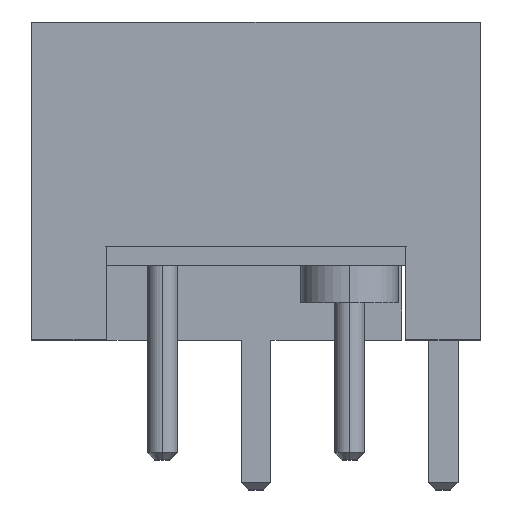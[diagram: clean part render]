
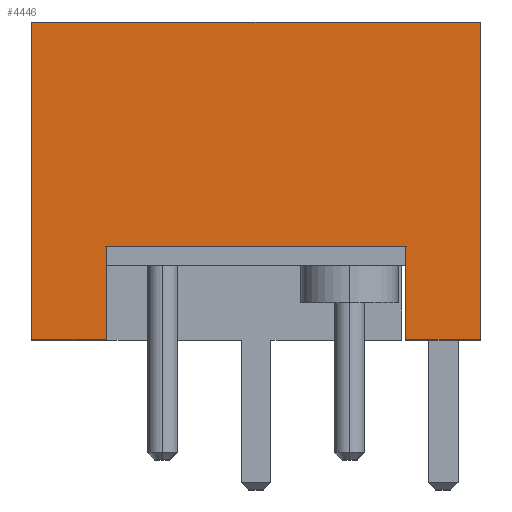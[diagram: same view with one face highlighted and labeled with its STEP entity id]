
A CAD part, top view. The second image highlights one B-rep face of the part: STEP entity #4446.
In plain terms, the highlighted planar face has unit normal (0, 0, 1).
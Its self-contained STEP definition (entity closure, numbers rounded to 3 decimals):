
#97 = VERTEX_POINT ( 'NONE', #2637 ) ;
#156 = CARTESIAN_POINT ( 'NONE',  ( 0., 8., 5.5 ) ) ;
#182 = VERTEX_POINT ( 'NONE', #3864 ) ;
#219 = PLANE ( 'NONE',  #3675 ) ;
#236 = ORIENTED_EDGE ( 'NONE', *, *, #3174, .T. ) ;
#488 = DIRECTION ( 'NONE',  ( 0., -1., 0. ) ) ;
#605 = DIRECTION ( 'NONE',  ( 0., 0., 1. ) ) ;
#655 = LINE ( 'NONE', #3299, #2880 ) ;
#718 = EDGE_CURVE ( 'NONE', #2554, #1670, #3507, .T. ) ;
#740 = VERTEX_POINT ( 'NONE', #2342 ) ;
#900 = EDGE_CURVE ( 'NONE', #2351, #1876, #2216, .T. ) ;
#945 = ORIENTED_EDGE ( 'NONE', *, *, #1613, .F. ) ;
#972 = VECTOR ( 'NONE', #4937, 1000. ) ;
#1095 = CARTESIAN_POINT ( 'NONE',  ( 6., 4., 5.5 ) ) ;
#1163 = CARTESIAN_POINT ( 'NONE',  ( -4., 6.5, 5.5 ) ) ;
#1195 = CARTESIAN_POINT ( 'NONE',  ( 4., 4., 5.5 ) ) ;
#1198 = FACE_OUTER_BOUND ( 'NONE', #5015, .T. ) ;
#1208 = EDGE_CURVE ( 'NONE', #1670, #740, #2834, .T. ) ;
#1244 = ORIENTED_EDGE ( 'NONE', *, *, #2776, .T. ) ;
#1312 = EDGE_CURVE ( 'NONE', #1692, #1876, #2404, .T. ) ;
#1321 = LINE ( 'NONE', #2960, #3185 ) ;
#1342 = VECTOR ( 'NONE', #1663, 1000. ) ;
#1388 = ORIENTED_EDGE ( 'NONE', *, *, #900, .T. ) ;
#1411 = DIRECTION ( 'NONE',  ( 1., 0., 0. ) ) ;
#1613 = EDGE_CURVE ( 'NONE', #97, #1692, #3799, .T. ) ;
#1663 = DIRECTION ( 'NONE',  ( 0., -1., 0. ) ) ;
#1670 = VERTEX_POINT ( 'NONE', #1163 ) ;
#1692 = VERTEX_POINT ( 'NONE', #4765 ) ;
#1876 = VERTEX_POINT ( 'NONE', #1095 ) ;
#2215 = CARTESIAN_POINT ( 'NONE',  ( -6., 8., 5.5 ) ) ;
#2216 = LINE ( 'NONE', #2556, #2732 ) ;
#2342 = CARTESIAN_POINT ( 'NONE',  ( -4., 4., 5.5 ) ) ;
#2351 = VERTEX_POINT ( 'NONE', #1195 ) ;
#2366 = DIRECTION ( 'NONE',  ( 1., 0., 0. ) ) ;
#2391 = LINE ( 'NONE', #2215, #972 ) ;
#2404 = LINE ( 'NONE', #4008, #1342 ) ;
#2515 = CARTESIAN_POINT ( 'NONE',  ( -4., 6.5, 5.5 ) ) ;
#2554 = VERTEX_POINT ( 'NONE', #2893 ) ;
#2556 = CARTESIAN_POINT ( 'NONE',  ( 0., 4., 5.5 ) ) ;
#2570 = DIRECTION ( 'NONE',  ( 0., -1., 0. ) ) ;
#2604 = ORIENTED_EDGE ( 'NONE', *, *, #2687, .T. ) ;
#2637 = CARTESIAN_POINT ( 'NONE',  ( -6., 12.5, 5.5 ) ) ;
#2687 = EDGE_CURVE ( 'NONE', #2554, #2351, #1321, .T. ) ;
#2732 = VECTOR ( 'NONE', #4163, 1000. ) ;
#2776 = EDGE_CURVE ( 'NONE', #182, #740, #655, .T. ) ;
#2834 = LINE ( 'NONE', #2515, #5049 ) ;
#2880 = VECTOR ( 'NONE', #1411, 1000. ) ;
#2893 = CARTESIAN_POINT ( 'NONE',  ( 4., 6.5, 5.5 ) ) ;
#2940 = DIRECTION ( 'NONE',  ( 1., 0., 0. ) ) ;
#2960 = CARTESIAN_POINT ( 'NONE',  ( 4., 6.5, 5.5 ) ) ;
#3140 = VECTOR ( 'NONE', #2366, 1000. ) ;
#3174 = EDGE_CURVE ( 'NONE', #97, #182, #2391, .T. ) ;
#3185 = VECTOR ( 'NONE', #2570, 1000. ) ;
#3299 = CARTESIAN_POINT ( 'NONE',  ( 0., 4., 5.5 ) ) ;
#3507 = LINE ( 'NONE', #3828, #4124 ) ;
#3675 = AXIS2_PLACEMENT_3D ( 'NONE', #156, #605, #2940 ) ;
#3799 = LINE ( 'NONE', #3964, #3140 ) ;
#3828 = CARTESIAN_POINT ( 'NONE',  ( 0., 6.5, 5.5 ) ) ;
#3864 = CARTESIAN_POINT ( 'NONE',  ( -6., 4., 5.5 ) ) ;
#3894 = DIRECTION ( 'NONE',  ( -1., 0., 0. ) ) ;
#3964 = CARTESIAN_POINT ( 'NONE',  ( 0., 12.5, 5.5 ) ) ;
#4008 = CARTESIAN_POINT ( 'NONE',  ( 6., 8., 5.5 ) ) ;
#4124 = VECTOR ( 'NONE', #3894, 1000. ) ;
#4163 = DIRECTION ( 'NONE',  ( 1., 0., 0. ) ) ;
#4253 = ORIENTED_EDGE ( 'NONE', *, *, #718, .F. ) ;
#4446 = ADVANCED_FACE ( 'NONE', ( #1198 ), #219, .T. ) ;
#4574 = ORIENTED_EDGE ( 'NONE', *, *, #1312, .F. ) ;
#4765 = CARTESIAN_POINT ( 'NONE',  ( 6., 12.5, 5.5 ) ) ;
#4937 = DIRECTION ( 'NONE',  ( 0., -1., 0. ) ) ;
#5015 = EDGE_LOOP ( 'NONE', ( #4253, #2604, #1388, #4574, #945, #236, #1244, #5136 ) ) ;
#5049 = VECTOR ( 'NONE', #488, 1000. ) ;
#5136 = ORIENTED_EDGE ( 'NONE', *, *, #1208, .F. ) ;
